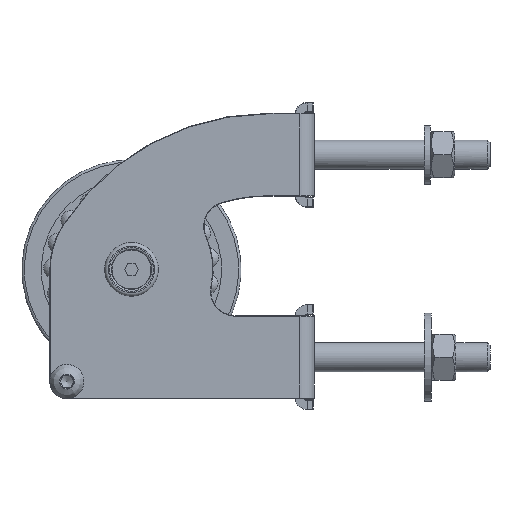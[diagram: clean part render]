
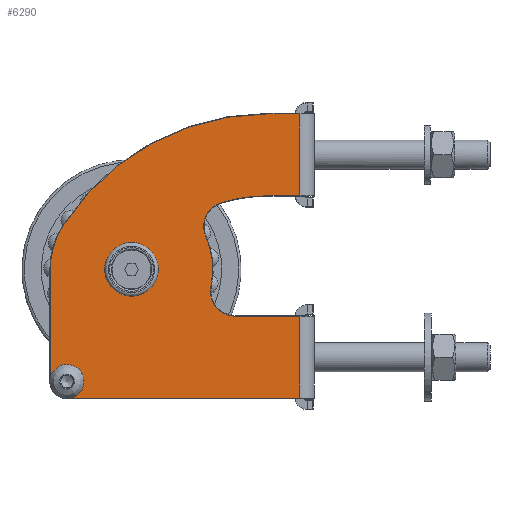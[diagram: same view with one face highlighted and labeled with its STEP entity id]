
A CAD part, left-side view. The second image highlights one B-rep face of the part: STEP entity #6290.
In plain terms, the highlighted planar face has unit normal (-1, 0, 0).
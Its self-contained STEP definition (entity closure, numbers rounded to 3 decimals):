
#79=LINE('',#9691,#355);
#87=LINE('',#9760,#363);
#90=LINE('',#9768,#366);
#122=LINE('',#10009,#398);
#124=LINE('',#10027,#400);
#133=LINE('',#10083,#409);
#137=LINE('',#10090,#413);
#355=VECTOR('',#7687,10.);
#363=VECTOR('',#7777,10.);
#366=VECTOR('',#7786,10.);
#398=VECTOR('',#7976,10.);
#400=VECTOR('',#7998,10.);
#409=VECTOR('',#8075,10.);
#413=VECTOR('',#8085,10.);
#1166=FACE_BOUND('',#2198,.T.);
#1167=FACE_BOUND('',#2199,.T.);
#1599=FACE_OUTER_BOUND('',#2197,.T.);
#2197=EDGE_LOOP('',(#5654,#5655,#5656,#5657,#5658,#5659,#5660,#5661,#5662,
#5663,#5664,#5665,#5666,#5667));
#2198=EDGE_LOOP('',(#5668));
#2199=EDGE_LOOP('',(#5669));
#2295=CIRCLE('',#6440,6.662);
#2348=CIRCLE('',#6534,10.2);
#2350=CIRCLE('',#6537,33.3);
#2353=CIRCLE('',#6541,10.2);
#2356=CIRCLE('',#6545,66.2);
#2433=CIRCLE('',#6667,6.8);
#2439=CIRCLE('',#6675,33.3);
#2442=CIRCLE('',#6679,99.8);
#2653=CIRCLE('',#7157,10.7);
#2733=VERTEX_POINT('',#9445);
#2804=VERTEX_POINT('',#9661);
#2807=VERTEX_POINT('',#9666);
#2809=VERTEX_POINT('',#9671);
#2811=VERTEX_POINT('',#9677);
#2813=VERTEX_POINT('',#9683);
#2815=VERTEX_POINT('',#9689);
#2835=VERTEX_POINT('',#9755);
#2837=VERTEX_POINT('',#9767);
#2891=VERTEX_POINT('',#9997);
#2892=VERTEX_POINT('',#9999);
#2894=VERTEX_POINT('',#10005);
#2896=VERTEX_POINT('',#10011);
#2898=VERTEX_POINT('',#10017);
#2900=VERTEX_POINT('',#10023);
#3209=VERTEX_POINT('',#11494);
#3302=EDGE_CURVE('',#2733,#2733,#2295,.T.);
#3397=EDGE_CURVE('',#2807,#2804,#2348,.T.);
#3399=EDGE_CURVE('',#2809,#2807,#2350,.T.);
#3402=EDGE_CURVE('',#2811,#2809,#2353,.T.);
#3405=EDGE_CURVE('',#2813,#2811,#2356,.T.);
#3408=EDGE_CURVE('',#2815,#2813,#79,.T.);
#3444=EDGE_CURVE('',#2804,#2835,#87,.T.);
#3448=EDGE_CURVE('',#2837,#2835,#90,.T.);
#3532=EDGE_CURVE('',#2891,#2892,#2433,.T.);
#3537=EDGE_CURVE('',#2892,#2894,#122,.T.);
#3540=EDGE_CURVE('',#2894,#2896,#2439,.T.);
#3543=EDGE_CURVE('',#2896,#2898,#2442,.T.);
#3546=EDGE_CURVE('',#2898,#2900,#124,.T.);
#3576=EDGE_CURVE('',#2837,#2891,#133,.T.);
#3580=EDGE_CURVE('',#2815,#2900,#137,.T.);
#4040=EDGE_CURVE('',#3209,#3209,#2653,.T.);
#5654=ORIENTED_EDGE('',*,*,#3408,.F.);
#5655=ORIENTED_EDGE('',*,*,#3580,.T.);
#5656=ORIENTED_EDGE('',*,*,#3546,.F.);
#5657=ORIENTED_EDGE('',*,*,#3543,.F.);
#5658=ORIENTED_EDGE('',*,*,#3540,.F.);
#5659=ORIENTED_EDGE('',*,*,#3537,.F.);
#5660=ORIENTED_EDGE('',*,*,#3532,.F.);
#5661=ORIENTED_EDGE('',*,*,#3576,.F.);
#5662=ORIENTED_EDGE('',*,*,#3448,.T.);
#5663=ORIENTED_EDGE('',*,*,#3444,.F.);
#5664=ORIENTED_EDGE('',*,*,#3397,.F.);
#5665=ORIENTED_EDGE('',*,*,#3399,.F.);
#5666=ORIENTED_EDGE('',*,*,#3402,.F.);
#5667=ORIENTED_EDGE('',*,*,#3405,.F.);
#5668=ORIENTED_EDGE('',*,*,#3302,.F.);
#5669=ORIENTED_EDGE('',*,*,#4040,.F.);
#5860=PLANE('',#7156);
#6290=ADVANCED_FACE('',(#1599,#1166,#1167),#5860,.T.);
#6440=AXIS2_PLACEMENT_3D('',#9446,#7433,#7434);
#6534=AXIS2_PLACEMENT_3D('',#9668,#7657,#7658);
#6537=AXIS2_PLACEMENT_3D('',#9673,#7663,#7664);
#6541=AXIS2_PLACEMENT_3D('',#9679,#7671,#7672);
#6545=AXIS2_PLACEMENT_3D('',#9685,#7679,#7680);
#6667=AXIS2_PLACEMENT_3D('',#10000,#7965,#7966);
#6675=AXIS2_PLACEMENT_3D('',#10015,#7983,#7984);
#6679=AXIS2_PLACEMENT_3D('',#10021,#7991,#7992);
#7156=AXIS2_PLACEMENT_3D('',#11493,#9123,#9124);
#7157=AXIS2_PLACEMENT_3D('',#11495,#9125,#9126);
#7433=DIRECTION('center_axis',(-1.,0.,0.));
#7434=DIRECTION('ref_axis',(0.,0.,1.));
#7657=DIRECTION('center_axis',(-1.,0.,0.));
#7658=DIRECTION('ref_axis',(0.,0.777,-0.63));
#7663=DIRECTION('center_axis',(1.,0.,0.));
#7664=DIRECTION('ref_axis',(0.,-0.995,0.104));
#7671=DIRECTION('center_axis',(-1.,0.,0.));
#7672=DIRECTION('ref_axis',(0.,0.909,0.417));
#7679=DIRECTION('center_axis',(-1.,0.,0.));
#7680=DIRECTION('ref_axis',(0.,0.146,0.989));
#7687=DIRECTION('',(0.,1.,0.));
#7777=DIRECTION('',(0.,-1.,0.));
#7786=DIRECTION('',(0.,0.,1.));
#7965=DIRECTION('center_axis',(1.,0.,0.));
#7966=DIRECTION('ref_axis',(0.,0.707,-0.707));
#7976=DIRECTION('',(0.,0.,1.));
#7983=DIRECTION('center_axis',(1.,0.,0.));
#7984=DIRECTION('ref_axis',(0.,0.959,0.282));
#7991=DIRECTION('center_axis',(1.,0.,0.));
#7992=DIRECTION('ref_axis',(0.,0.479,0.878));
#7998=DIRECTION('',(0.,-1.,0.));
#8075=DIRECTION('',(0.,1.,0.));
#8085=DIRECTION('',(0.,0.,1.));
#9123=DIRECTION('center_axis',(-1.,0.,0.));
#9124=DIRECTION('ref_axis',(0.,0.,-1.));
#9125=DIRECTION('center_axis',(-1.,0.,0.));
#9126=DIRECTION('ref_axis',(0.,0.,1.));
#9445=CARTESIAN_POINT('',(-29.,107.083,-49.689));
#9446=CARTESIAN_POINT('Origin',(-29.,101.535,-46.));
#9661=CARTESIAN_POINT('',(-29.,32.476,-19.2));
#9666=CARTESIAN_POINT('',(-29.,42.455,-6.89));
#9668=CARTESIAN_POINT('Origin',(-29.,32.476,-9.));
#9671=CARTESIAN_POINT('',(-29.,44.59,13.491));
#9673=CARTESIAN_POINT('Origin',(-29.,75.035,0.));
#9677=CARTESIAN_POINT('',(-29.,38.205,27.39));
#9679=CARTESIAN_POINT('Origin',(-29.,35.265,17.623));
#9683=CARTESIAN_POINT('',(-29.,19.122,30.2));
#9685=CARTESIAN_POINT('Origin',(-29.,19.122,-36.));
#9689=CARTESIAN_POINT('',(-29.,6.,30.2));
#9691=CARTESIAN_POINT('',(-29.,-11.108,30.2));
#9755=CARTESIAN_POINT('',(-29.,6.,-19.2));
#9760=CARTESIAN_POINT('',(-29.,-11.108,-19.2));
#9767=CARTESIAN_POINT('',(-29.,6.,-52.8));
#9768=CARTESIAN_POINT('',(-29.,6.,-29.163));
#9997=CARTESIAN_POINT('',(-29.,101.535,-52.8));
#9999=CARTESIAN_POINT('',(-29.,108.335,-46.));
#10000=CARTESIAN_POINT('Origin',(-29.,101.535,-46.));
#10005=CARTESIAN_POINT('',(-29.,108.335,0.));
#10009=CARTESIAN_POINT('',(-29.,108.335,-25.663));
#10011=CARTESIAN_POINT('',(-29.,103.033,18.027));
#10015=CARTESIAN_POINT('Origin',(-29.,75.035,0.));
#10017=CARTESIAN_POINT('',(-29.,19.122,63.8));
#10021=CARTESIAN_POINT('Origin',(-29.,19.122,-36.));
#10023=CARTESIAN_POINT('',(-29.,6.,63.8));
#10027=CARTESIAN_POINT('',(-29.,-42.884,63.8));
#10083=CARTESIAN_POINT('',(-29.,-11.108,-52.8));
#10090=CARTESIAN_POINT('',(-29.,6.,12.337));
#11493=CARTESIAN_POINT('Origin',(-29.,-22.215,-5.327));
#11494=CARTESIAN_POINT('',(-29.,75.035,10.7));
#11495=CARTESIAN_POINT('Origin',(-29.,75.035,0.));
